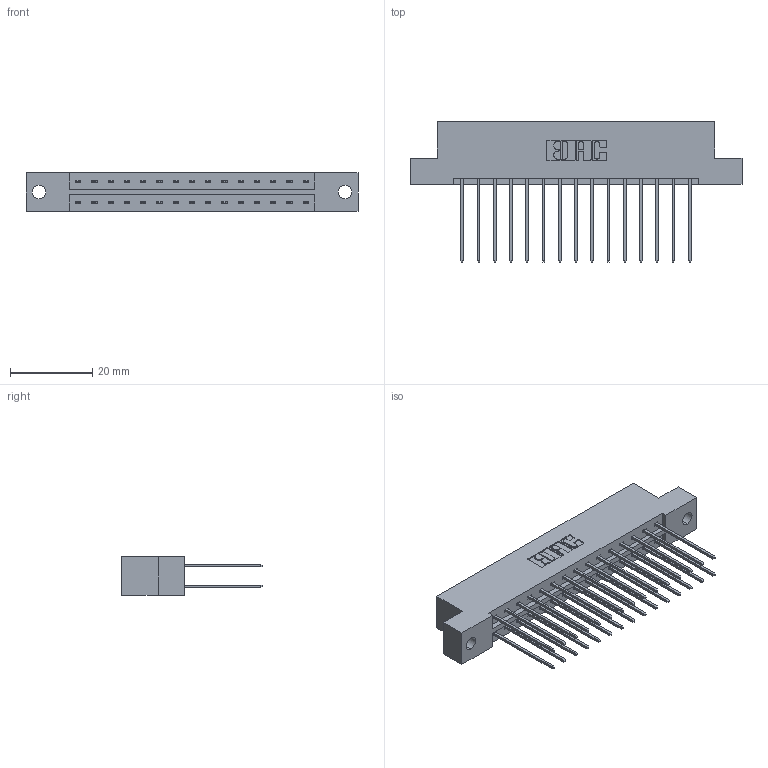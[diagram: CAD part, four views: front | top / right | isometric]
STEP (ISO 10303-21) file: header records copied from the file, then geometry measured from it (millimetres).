
FILE_DESCRIPTION (( 'STEP AP203' ), '1' );
FILE_NAME ('333-030-541-202.STEP', '2018-08-02T17:58:49', ( '' ), ( '' ), 'SwSTEP 2.0', 'SolidWorks 2016', '' );
FILE_SCHEMA (( 'CONFIG_CONTROL_DESIGN' ));
Length unit declared in the file: inch
Products named in the file (3): 333 Part_Flush - .128 Dia; 345-292-001_345-293-141; 333-030-541-202
Assembly tree (31 placements, depth 2):
  333-030-541-202
    333 Part_Flush - .128 Dia
    345-292-001_345-293-141  x30
Bounding box: 80.98 x 34.3 x 9.4 mm (x, y, z)
Volume: 8150 mm3; surface area: 9928.9 mm2
Topology: 31 solids, 31 shells, 1674 faces, 4961 edges, 3266 vertices
Faces by surface type: plane 1150, cylinder 524
Entity records: 13163 total; most frequent: CARTESIAN_POINT 2214, ORIENTED_EDGE 2150, DIRECTION 1939, EDGE_CURVE 1075, VECTOR 947, LINE 947, VERTEX_POINT 714, AXIS2_PLACEMENT_3D 496
